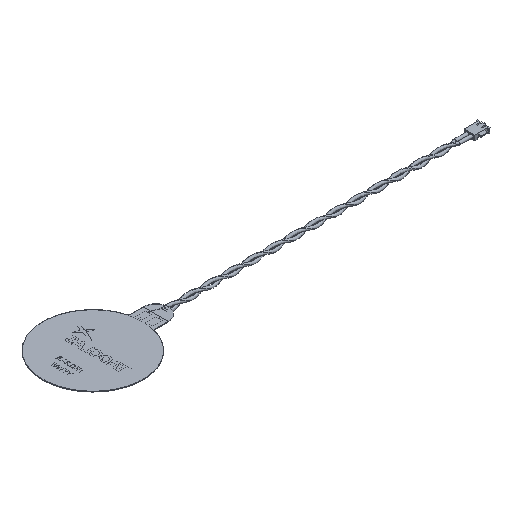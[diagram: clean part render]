
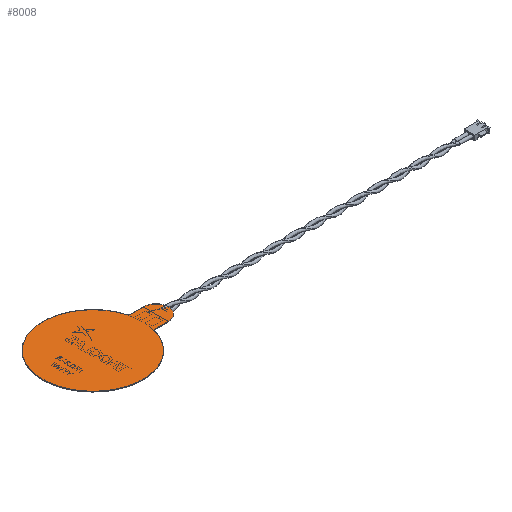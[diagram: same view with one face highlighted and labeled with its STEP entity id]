
A CAD part, isometric view. The second image highlights one B-rep face of the part: STEP entity #8008.
In plain terms, the highlighted planar face has unit normal (0, 0, 1).
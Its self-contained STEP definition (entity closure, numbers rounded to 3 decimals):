
#52 = PLANE ( 'NONE',  #5414 ) ;
#217 = EDGE_LOOP ( 'NONE', ( #32581, #20879, #13168, #28510, #34923, #20905 ) ) ;
#264 = AXIS2_PLACEMENT_3D ( 'NONE', #36093, #5578, #36295 ) ;
#1633 = AXIS2_PLACEMENT_3D ( 'NONE', #30268, #34513, #18769 ) ;
#1699 = CIRCLE ( 'NONE', #22625, 0.5 ) ;
#1907 = CARTESIAN_POINT ( 'NONE',  ( 62.024, 49.536, 0.15 ) ) ;
#3175 = CARTESIAN_POINT ( 'NONE',  ( 65.143, 56.036, 0.15 ) ) ;
#3744 = EDGE_CURVE ( 'NONE', #16439, #17264, #8472, .T. ) ;
#4249 = DIRECTION ( 'NONE',  ( 1., 0., 0. ) ) ;
#4316 = EDGE_CURVE ( 'NONE', #17264, #8658, #19847, .T. ) ;
#5414 = AXIS2_PLACEMENT_3D ( 'NONE', #21580, #37325, #24434 ) ;
#5578 = DIRECTION ( 'NONE',  ( 0., 0., 1. ) ) ;
#5597 = FACE_OUTER_BOUND ( 'NONE', #217, .T. ) ;
#8008 = ADVANCED_FACE ( 'NONE', ( #5597 ), #52, .F. ) ;
#8249 = EDGE_CURVE ( 'NONE', #14938, #21622, #10857, .T. ) ;
#8472 = CIRCLE ( 'NONE', #13710, 0.5 ) ;
#8521 = CARTESIAN_POINT ( 'NONE',  ( 65.143, 50.036, 0.15 ) ) ;
#8658 = VERTEX_POINT ( 'NONE', #3175 ) ;
#9368 = EDGE_CURVE ( 'NONE', #32716, #16439, #21899, .T. ) ;
#9458 = CARTESIAN_POINT ( 'NONE',  ( 62.024, 56.536, 0.15 ) ) ;
#10113 = CARTESIAN_POINT ( 'NONE',  ( 61.544, 56.396, 0.15 ) ) ;
#10641 = DIRECTION ( 'NONE',  ( -1., 0., 0. ) ) ;
#10857 = LINE ( 'NONE', #23332, #30948 ) ;
#13168 = ORIENTED_EDGE ( 'NONE', *, *, #25405, .T. ) ;
#13710 = AXIS2_PLACEMENT_3D ( 'NONE', #9458, #25808, #38329 ) ;
#14938 = VERTEX_POINT ( 'NONE', #8521 ) ;
#14986 = DIRECTION ( 'NONE',  ( 0., 0., 1. ) ) ;
#16439 = VERTEX_POINT ( 'NONE', #10113 ) ;
#17095 = CARTESIAN_POINT ( 'NONE',  ( 61.544, 49.676, 0.15 ) ) ;
#17264 = VERTEX_POINT ( 'NONE', #38395 ) ;
#18769 = DIRECTION ( 'NONE',  ( -1., 0., 0. ) ) ;
#19073 = EDGE_CURVE ( 'NONE', #21622, #32716, #1699, .T. ) ;
#19847 = LINE ( 'NONE', #32290, #24791 ) ;
#20879 = ORIENTED_EDGE ( 'NONE', *, *, #8249, .F. ) ;
#20905 = ORIENTED_EDGE ( 'NONE', *, *, #9368, .F. ) ;
#21580 = CARTESIAN_POINT ( 'NONE',  ( 62.024, 49.536, 0.15 ) ) ;
#21622 = VERTEX_POINT ( 'NONE', #38799 ) ;
#21899 = CIRCLE ( 'NONE', #1633, 12. ) ;
#22625 = AXIS2_PLACEMENT_3D ( 'NONE', #1907, #14986, #27488 ) ;
#23332 = CARTESIAN_POINT ( 'NONE',  ( 65.143, 50.036, 0.15 ) ) ;
#24434 = DIRECTION ( 'NONE',  ( -1., 0., 0. ) ) ;
#24791 = VECTOR ( 'NONE', #4249, 1000. ) ;
#25405 = EDGE_CURVE ( 'NONE', #14938, #8658, #35564, .T. ) ;
#25808 = DIRECTION ( 'NONE',  ( 0., 0., 1. ) ) ;
#27488 = DIRECTION ( 'NONE',  ( -1., 0., 0. ) ) ;
#28510 = ORIENTED_EDGE ( 'NONE', *, *, #4316, .F. ) ;
#30268 = CARTESIAN_POINT ( 'NONE',  ( 50.024, 53.036, 0.15 ) ) ;
#30948 = VECTOR ( 'NONE', #10641, 1000. ) ;
#32290 = CARTESIAN_POINT ( 'NONE',  ( 62.024, 56.036, 0.15 ) ) ;
#32581 = ORIENTED_EDGE ( 'NONE', *, *, #19073, .F. ) ;
#32716 = VERTEX_POINT ( 'NONE', #17095 ) ;
#34513 = DIRECTION ( 'NONE',  ( 0., 0., -1. ) ) ;
#34923 = ORIENTED_EDGE ( 'NONE', *, *, #3744, .F. ) ;
#35564 = CIRCLE ( 'NONE', #264, 3. ) ;
#36093 = CARTESIAN_POINT ( 'NONE',  ( 65.143, 53.036, 0.15 ) ) ;
#36295 = DIRECTION ( 'NONE',  ( -1., 0., 0. ) ) ;
#37325 = DIRECTION ( 'NONE',  ( 0., 0., -1. ) ) ;
#38329 = DIRECTION ( 'NONE',  ( -1., 0., 0. ) ) ;
#38395 = CARTESIAN_POINT ( 'NONE',  ( 62.024, 56.036, 0.15 ) ) ;
#38799 = CARTESIAN_POINT ( 'NONE',  ( 62.024, 50.036, 0.15 ) ) ;
